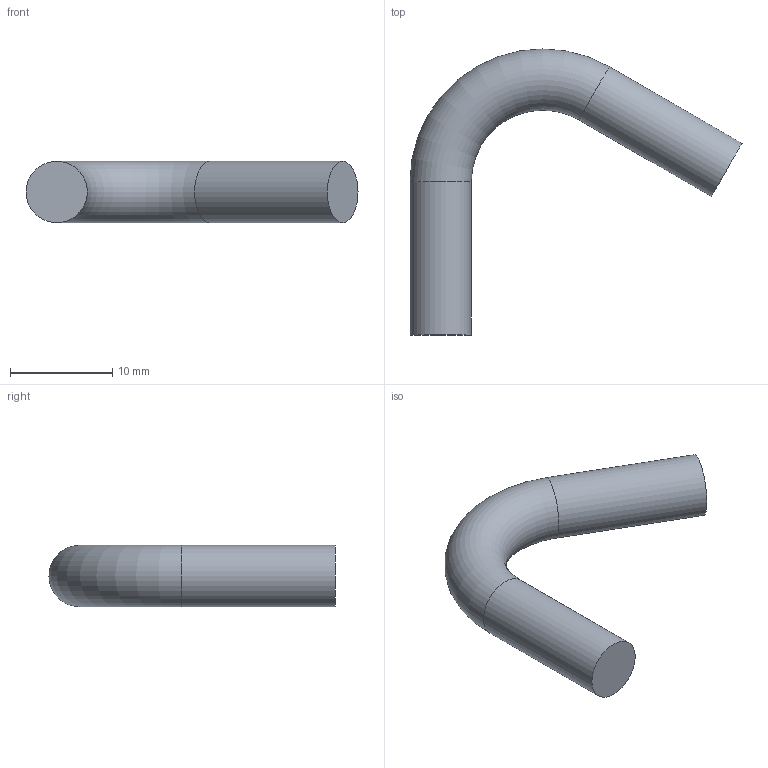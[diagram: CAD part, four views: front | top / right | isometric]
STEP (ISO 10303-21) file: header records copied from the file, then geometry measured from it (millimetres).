
FILE_DESCRIPTION(('FreeCAD Model'),'2;1');
FILE_NAME('coude.step','2017-09-04T22:27:18',('FreeCAD'),('FreeCAD'), 'Open CASCADE STEP processor 6.8','FreeCAD','Unknown');
FILE_SCHEMA(('AUTOMOTIVE_DESIGN_CC2 { 1 2 10303 214 -1 1 5 4 }'));
Length unit declared in the file: millimetre
Products named in the file (1): Open CASCADE STEP translator 6.8 2
Bounding box: 32.49 x 28 x 6 mm (x, y, z)
Volume: 1440.4 mm3; surface area: 1016.8 mm2
Topology: 1 solids, 1 shells, 5 faces, 7 edges, 4 vertices
Faces by surface type: plane 2, cylinder 1, torus 1, extrusion 1
Full cylindrical faces by diameter (mm): 6 x1
Entity records: 215 total; most frequent: CARTESIAN_POINT 48, DIRECTION 32, ORIENTED_EDGE 14, PCURVE 14, DEFINITIONAL_REPRESENTATION 14, AXIS2_PLACEMENT_3D 11, VECTOR 10, LINE 9
